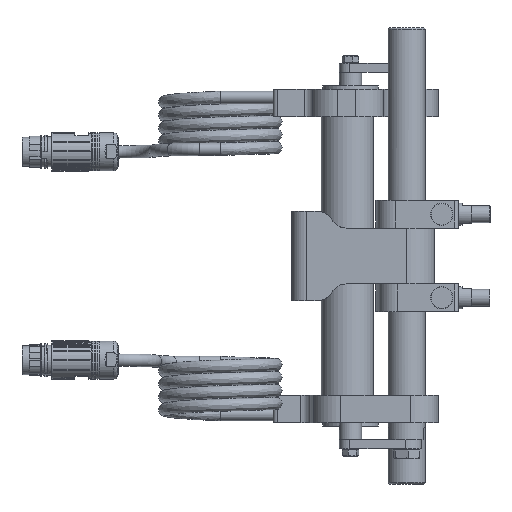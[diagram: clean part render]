
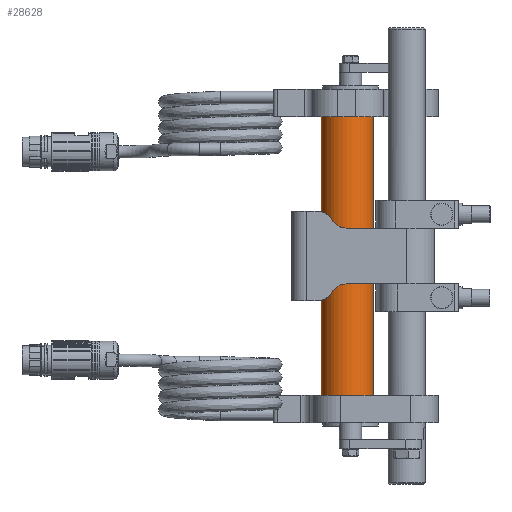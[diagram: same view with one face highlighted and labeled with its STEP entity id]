
A CAD part, left-side view. The second image highlights one B-rep face of the part: STEP entity #28628.
In plain terms, the highlighted cylindrical face has radius 14 mm (diameter 28 mm), a full revolution.
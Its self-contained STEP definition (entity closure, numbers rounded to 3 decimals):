
#1269 = VERTEX_POINT ( 'NONE', #8040 ) ;
#3287 = ORIENTED_EDGE ( 'NONE', *, *, #63774, .F. ) ;
#3719 = CARTESIAN_POINT ( 'NONE',  ( 12., 0., 14. ) ) ;
#6785 = CIRCLE ( 'NONE', #11571, 14. ) ;
#8040 = CARTESIAN_POINT ( 'NONE',  ( 168., 0., 14. ) ) ;
#8980 = FACE_OUTER_BOUND ( 'NONE', #25057, .T. ) ;
#9018 = DIRECTION ( 'NONE',  ( 0., 0., 1. ) ) ;
#11571 = AXIS2_PLACEMENT_3D ( 'NONE', #66984, #43140, #9018 ) ;
#12447 = EDGE_CURVE ( 'NONE', #1269, #1269, #34676, .T. ) ;
#16580 = DIRECTION ( 'NONE',  ( -1., 0., 0. ) ) ;
#19055 = DIRECTION ( 'NONE',  ( 0., 0., 1. ) ) ;
#25057 = EDGE_LOOP ( 'NONE', ( #64522 ) ) ;
#26800 = VERTEX_POINT ( 'NONE', #3719 ) ;
#28628 = ADVANCED_FACE ( 'NONE', ( #8980, #55175 ), #61651, .T. ) ;
#31350 = CARTESIAN_POINT ( 'NONE',  ( 0., 0., 0. ) ) ;
#34676 = CIRCLE ( 'NONE', #70972, 14. ) ;
#35984 = EDGE_LOOP ( 'NONE', ( #3287 ) ) ;
#43140 = DIRECTION ( 'NONE',  ( -1., 0., 0. ) ) ;
#46438 = CARTESIAN_POINT ( 'NONE',  ( 168., 0., 0. ) ) ;
#55175 = FACE_OUTER_BOUND ( 'NONE', #35984, .T. ) ;
#61651 = CYLINDRICAL_SURFACE ( 'NONE', #65174, 14. ) ;
#63774 = EDGE_CURVE ( 'NONE', #26800, #26800, #6785, .T. ) ;
#64522 = ORIENTED_EDGE ( 'NONE', *, *, #12447, .T. ) ;
#65174 = AXIS2_PLACEMENT_3D ( 'NONE', #31350, #72968, #66950 ) ;
#66950 = DIRECTION ( 'NONE',  ( 0., 0., 1. ) ) ;
#66984 = CARTESIAN_POINT ( 'NONE',  ( 12., 0., 0. ) ) ;
#70972 = AXIS2_PLACEMENT_3D ( 'NONE', #46438, #16580, #19055 ) ;
#72968 = DIRECTION ( 'NONE',  ( -1., 0., 0. ) ) ;
